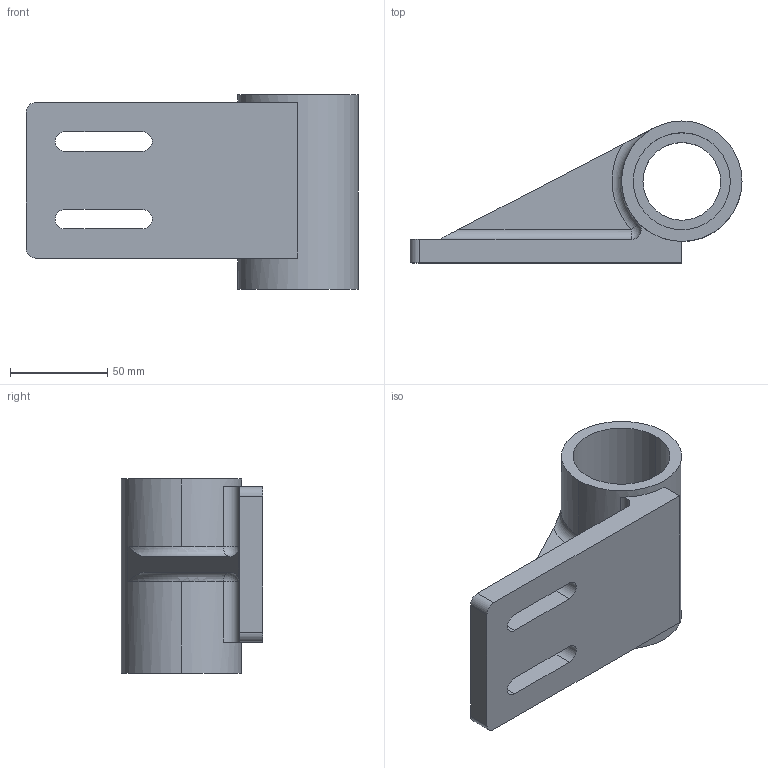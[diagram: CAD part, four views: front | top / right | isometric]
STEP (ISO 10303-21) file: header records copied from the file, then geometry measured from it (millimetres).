
FILE_DESCRIPTION((''),'2;1');
FILE_NAME('RYS_9_7','2018-03-08T22:34:04',('GKam'),(''),'CREO PARAMETRIC BY PTC INC, 2016510','CREO PARAMETRIC BY PTC INC, 2016510','');
FILE_SCHEMA(('AP242_MANAGED_MODEL_BASED_3D_ENGINEERING_MIM_LF { 1 0 10303 442 1 1 4 }'));
Length unit declared in the file: millimetre
Products named in the file (1): RYS_9_7
Bounding box: 171 x 73 x 100 mm (x, y, z)
Volume: 282712.5 mm3; surface area: 66590.5 mm2
Topology: 1 solids, 1 shells, 37 faces, 96 edges, 62 vertices
Faces by surface type: cylinder 17, plane 16, torus 2, sphere 2
Entity records: 1446 total; most frequent: CARTESIAN_POINT 246, DIRECTION 227, ORIENTED_EDGE 192, EDGE_CURVE 96, AXIS2_PLACEMENT_3D 88, VERTEX_POINT 62, VECTOR 51, LINE 51
